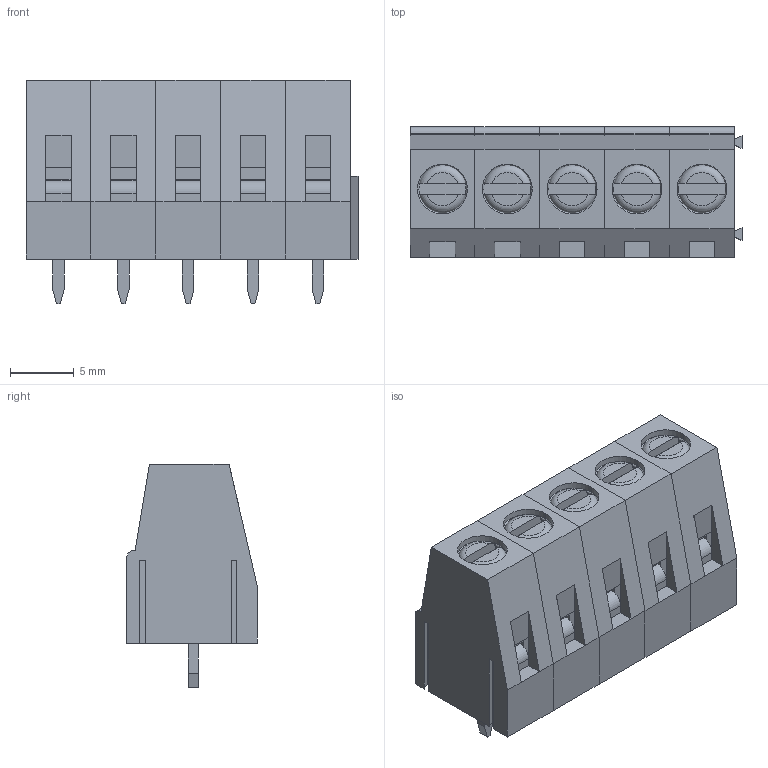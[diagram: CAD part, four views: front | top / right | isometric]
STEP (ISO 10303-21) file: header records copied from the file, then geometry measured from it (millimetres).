
FILE_DESCRIPTION (( 'STEP AP214' ), '1' );
FILE_NAME ('CONN-TH_5P-P5.08_DIBO_DB128V-5.08-5P-GN-S.STEP', '2024-05-21T06:14:08', ( '' ), ( '' ), 'SwSTEP 2.0', 'SolidWorks 2020', '' );
FILE_SCHEMA (( 'AUTOMOTIVE_DESIGN' ));
Length unit declared in the file: millimetre
Products named in the file (1): CONN-TH_5P-P5.08_DIBO_DB128V-5.08-5P-GN-S
Bounding box: 26 x 10.2 x 17.5 mm (x, y, z)
Volume: 2191.9 mm3; surface area: 5719.5 mm2
Topology: 15 solids, 15 shells, 1040 faces, 2873 edges, 1892 vertices
Faces by surface type: plane 792, cylinder 110, bspline 98, torus 40
Entity records: 44978 total; most frequent: CARTESIAN_POINT 7212, ORIENTED_EDGE 5746, DIRECTION 4839, EDGE_CURVE 2873, LINE 2353, VECTOR 2353, VERTEX_POINT 1892, AXIS2_PLACEMENT_3D 1243
